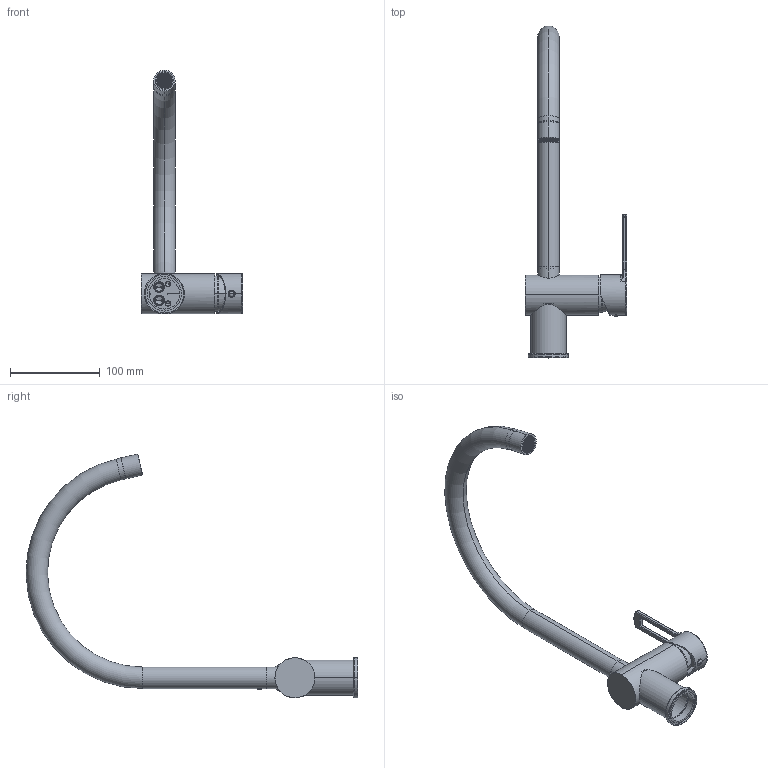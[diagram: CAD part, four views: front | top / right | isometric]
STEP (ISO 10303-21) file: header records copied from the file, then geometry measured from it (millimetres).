
FILE_DESCRIPTION((''),'2;1');
FILE_NAME('RIN180CR','2021-04-13T09:30:13',('ut3'),('PAFFONI SpA'),'CREO PARAMETRIC BY PTC INC, 2020044','CREO PARAMETRIC BY PTC INC, 2020044','');
FILE_SCHEMA(('CONFIG_CONTROL_DESIGN','SHAPE_APPEARANCE_LAYERS_GROUPS'));
Length unit declared in the file: millimetre
Products named in the file (1): RIN180CR
Bounding box: 113.63 x 370.74 x 272.5 mm (x, y, z)
Volume: 196035 mm3; surface area: 150639 mm2
Topology: 3 solids, 3 shells, 3614 faces, 10555 edges, 6860 vertices
Faces by surface type: plane 2531, cylinder 577, cone 233, torus 123, bspline 81, sphere 36, extrusion 33
Entity records: 165416 total; most frequent: CARTESIAN_POINT 34186, ORIENTED_EDGE 21018, DIRECTION 19814, EDGE_CURVE 10509, VECTOR 6958, LINE 6925, VERTEX_POINT 6860, AXIS2_PLACEMENT_3D 6428
